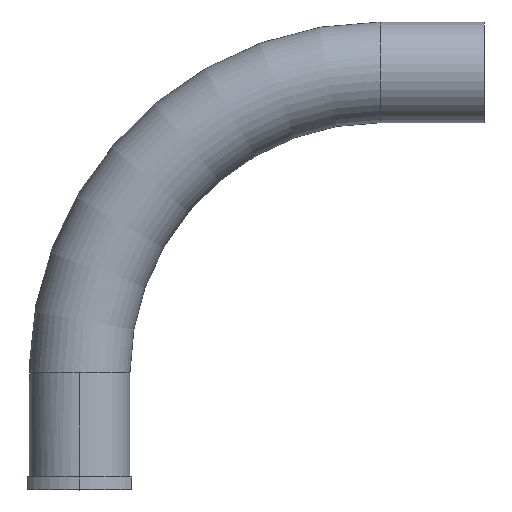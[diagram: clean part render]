
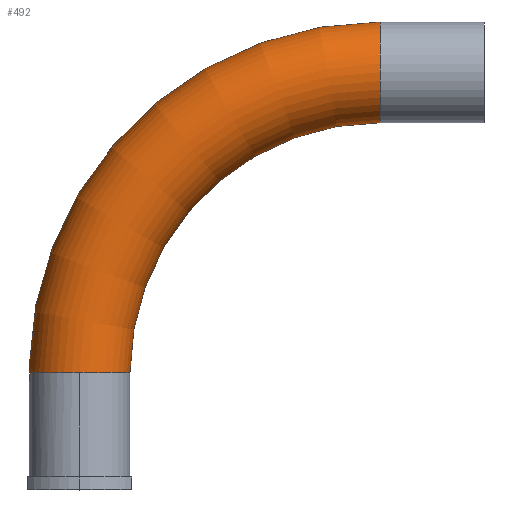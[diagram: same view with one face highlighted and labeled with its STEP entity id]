
A CAD part, top view. The second image highlights one B-rep face of the part: STEP entity #492.
In plain terms, the highlighted toroidal (fillet/blend) face has major radius 144.15 mm and minor radius 24.15 mm.
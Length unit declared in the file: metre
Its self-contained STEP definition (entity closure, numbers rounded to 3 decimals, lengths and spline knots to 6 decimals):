
#20 = ORIENTED_EDGE ( 'NONE', *, *, #884, .T. ) ;
#29 = DIRECTION ( 'NONE',  ( 0., 0., -1. ) ) ;
#41 = VERTEX_POINT ( 'NONE', #996 ) ;
#47 = DIRECTION ( 'NONE',  ( 0., 0., 1. ) ) ;
#75 = AXIS2_PLACEMENT_3D ( 'NONE', #464, #812, #47 ) ;
#82 = ORIENTED_EDGE ( 'NONE', *, *, #91, .T. ) ;
#90 = VERTEX_POINT ( 'NONE', #405 ) ;
#91 = EDGE_CURVE ( 'NONE', #235, #41, #289, .T. ) ;
#98 = CARTESIAN_POINT ( 'NONE',  ( 0.14415, 0.056, 0. ) ) ;
#102 = DIRECTION ( 'NONE',  ( 0., 0., -1. ) ) ;
#128 = CARTESIAN_POINT ( 'NONE',  ( -0.024099, 0.059974, 0.000526 ) ) ;
#138 = CARTESIAN_POINT ( 'NONE',  ( -0.024102, 0.06, 0. ) ) ;
#161 = CARTESIAN_POINT ( 'NONE',  ( -0.023872, 0.057775, 0.003594 ) ) ;
#195 = CARTESIAN_POINT ( 'NONE',  ( -0.024102, 0.06, 0. ) ) ;
#198 = DIRECTION ( 'NONE',  ( -1., 0., 0. ) ) ;
#232 = CIRCLE ( 'NONE', #75, 0.02415 ) ;
#235 = VERTEX_POINT ( 'NONE', #195 ) ;
#238 = FACE_OUTER_BOUND ( 'NONE', #755, .T. ) ;
#239 = CARTESIAN_POINT ( 'NONE',  ( -0.024074, 0.059796, 0.001289 ) ) ;
#243 = CARTESIAN_POINT ( 'NONE',  ( -0.023835, 0.057042, 0.003871 ) ) ;
#255 = CARTESIAN_POINT ( 'NONE',  ( -0.023816, 0.056, 0.004 ) ) ;
#289 = B_SPLINE_CURVE_WITH_KNOTS ( 'NONE', 3,
 ( #138, #293, #128, #1029, #239, #509, #590, #928, #321, #1094, #606, #923, #161, #943, #243, #1025, #1105, #255 ),
 .UNSPECIFIED., .F., .F.,
 ( 4, 2, 2, 2, 2, 2, 2, 2, 4 ),
 ( 0.006263, 0.007045, 0.007827, 0.008609, 0.009391, 0.010173, 0.010955, 0.011737, 0.012519 ),
 .UNSPECIFIED. ) ;
#293 = CARTESIAN_POINT ( 'NONE',  ( -0.024102, 0.06, 0.000261 ) ) ;
#321 = CARTESIAN_POINT ( 'NONE',  ( -0.023979, 0.059015, 0.002641 ) ) ;
#330 = DIRECTION ( 'NONE',  ( 0., 0., -1. ) ) ;
#340 = EDGE_CURVE ( 'NONE', #41, #852, #792, .T. ) ;
#357 = AXIS2_PLACEMENT_3D ( 'NONE', #584, #330, #595 ) ;
#358 = AXIS2_PLACEMENT_3D ( 'NONE', #926, #593, #1099 ) ;
#360 = VERTEX_POINT ( 'NONE', #977 ) ;
#405 = CARTESIAN_POINT ( 'NONE',  ( 0.02415, 0.056, 0. ) ) ;
#411 = TOROIDAL_SURFACE ( 'NONE', #357, 0.14415, 0.02415 ) ;
#449 = CARTESIAN_POINT ( 'NONE',  ( 0.14415, 0.2243, 0. ) ) ;
#459 = DIRECTION ( 'NONE',  ( 0., 0., 1. ) ) ;
#464 = CARTESIAN_POINT ( 'NONE',  ( 0.14415, 0.20015, 0. ) ) ;
#492 = ADVANCED_FACE ( 'NONE', ( #238 ), #411, .T. ) ;
#509 = CARTESIAN_POINT ( 'NONE',  ( -0.024048, 0.059595, 0.001773 ) ) ;
#544 = EDGE_CURVE ( 'NONE', #235, #647, #684, .T. ) ;
#551 = ORIENTED_EDGE ( 'NONE', *, *, #340, .T. ) ;
#584 = CARTESIAN_POINT ( 'NONE',  ( 0.14415, 0.056, 0. ) ) ;
#590 = CARTESIAN_POINT ( 'NONE',  ( -0.024032, 0.05947, 0.002006 ) ) ;
#593 = DIRECTION ( 'NONE',  ( 0., 1., 0. ) ) ;
#595 = DIRECTION ( 'NONE',  ( -1., 0., 0. ) ) ;
#606 = CARTESIAN_POINT ( 'NONE',  ( -0.023923, 0.058441, 0.003179 ) ) ;
#631 = CIRCLE ( 'NONE', #358, 0.02415 ) ;
#636 = ORIENTED_EDGE ( 'NONE', *, *, #544, .F. ) ;
#646 = AXIS2_PLACEMENT_3D ( 'NONE', #1064, #729, #459 ) ;
#647 = VERTEX_POINT ( 'NONE', #449 ) ;
#668 = AXIS2_PLACEMENT_3D ( 'NONE', #98, #102, #198 ) ;
#684 = CIRCLE ( 'NONE', #794, 0.1683 ) ;
#728 = EDGE_CURVE ( 'NONE', #647, #360, #232, .T. ) ;
#729 = DIRECTION ( 'NONE',  ( 0., 1., 0. ) ) ;
#755 = EDGE_LOOP ( 'NONE', ( #636, #82, #551, #20, #830, #818 ) ) ;
#791 = CARTESIAN_POINT ( 'NONE',  ( 0.14415, 0.056, 0. ) ) ;
#792 = CIRCLE ( 'NONE', #646, 0.02415 ) ;
#794 = AXIS2_PLACEMENT_3D ( 'NONE', #791, #29, #801 ) ;
#801 = DIRECTION ( 'NONE',  ( -1., 0., 0. ) ) ;
#812 = DIRECTION ( 'NONE',  ( 1., 0., 0. ) ) ;
#818 = ORIENTED_EDGE ( 'NONE', *, *, #728, .F. ) ;
#830 = ORIENTED_EDGE ( 'NONE', *, *, #1020, .T. ) ;
#852 = VERTEX_POINT ( 'NONE', #1007 ) ;
#884 = EDGE_CURVE ( 'NONE', #852, #90, #631, .T. ) ;
#897 = CIRCLE ( 'NONE', #668, 0.12 ) ;
#923 = CARTESIAN_POINT ( 'NONE',  ( -0.023888, 0.058009, 0.003469 ) ) ;
#926 = CARTESIAN_POINT ( 'NONE',  ( 0., 0.056, 0. ) ) ;
#928 = CARTESIAN_POINT ( 'NONE',  ( -0.023997, 0.059181, 0.002439 ) ) ;
#943 = CARTESIAN_POINT ( 'NONE',  ( -0.023845, 0.057291, 0.003795 ) ) ;
#977 = CARTESIAN_POINT ( 'NONE',  ( 0.14415, 0.176, 0. ) ) ;
#996 = CARTESIAN_POINT ( 'NONE',  ( -0.023816, 0.056, 0.004 ) ) ;
#1007 = CARTESIAN_POINT ( 'NONE',  ( 0., 0.056, 0.02415 ) ) ;
#1020 = EDGE_CURVE ( 'NONE', #90, #360, #897, .T. ) ;
#1025 = CARTESIAN_POINT ( 'NONE',  ( -0.02382, 0.056529, 0.003973 ) ) ;
#1029 = CARTESIAN_POINT ( 'NONE',  ( -0.024084, 0.059871, 0.001039 ) ) ;
#1064 = CARTESIAN_POINT ( 'NONE',  ( 0., 0.056, 0. ) ) ;
#1094 = CARTESIAN_POINT ( 'NONE',  ( -0.023941, 0.058643, 0.003014 ) ) ;
#1099 = DIRECTION ( 'NONE',  ( 0., 0., 1. ) ) ;
#1105 = CARTESIAN_POINT ( 'NONE',  ( -0.023816, 0.056264, 0.004 ) ) ;
